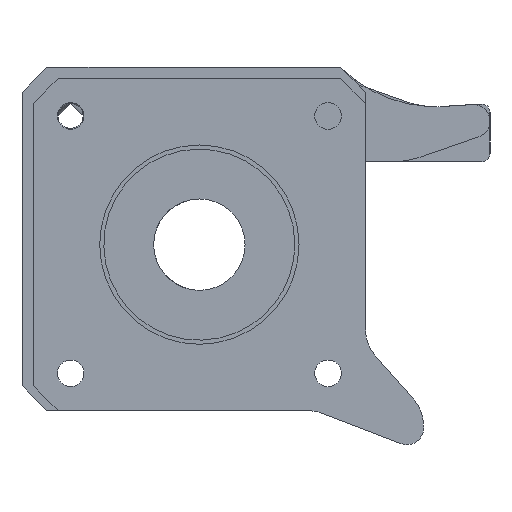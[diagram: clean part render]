
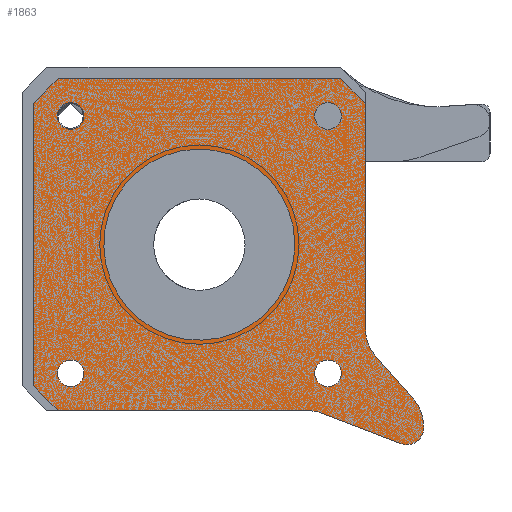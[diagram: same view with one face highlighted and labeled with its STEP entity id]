
A CAD part, front view. The second image highlights one B-rep face of the part: STEP entity #1863.
In plain terms, the highlighted face is planar.
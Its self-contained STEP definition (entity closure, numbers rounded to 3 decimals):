
#811=PLANE('',#16531);
#1204=FACE_BOUND('',#3900,.T.);
#1205=FACE_BOUND('',#3901,.T.);
#1206=FACE_BOUND('',#3902,.T.);
#1207=FACE_BOUND('',#3903,.T.);
#1208=FACE_BOUND('',#3904,.T.);
#1209=FACE_BOUND('',#3905,.T.);
#1863=ADVANCED_FACE('',(#1204,#1205,#1206,#1207,#1208,#1209),#811,.T.);
#3900=EDGE_LOOP('',(#9074,#9075,#9076,#9077,#9078,#9079,#9080,#9081,#9082,
#9083,#9084,#9085,#9086,#9087));
#3901=EDGE_LOOP('',(#9088));
#3902=EDGE_LOOP('',(#9089));
#3903=EDGE_LOOP('',(#9090));
#3904=EDGE_LOOP('',(#9091));
#3905=EDGE_LOOP('',(#9092));
#4999=CIRCLE('',#16478,2.);
#5000=CIRCLE('',#16480,5.);
#5001=CIRCLE('',#16482,5.);
#5002=CIRCLE('',#16484,5.);
#5014=CIRCLE('',#16521,1.6);
#5015=CIRCLE('',#16523,1.6);
#5016=CIRCLE('',#16525,1.6);
#5017=CIRCLE('',#16527,1.6);
#5018=CIRCLE('',#16529,11.5);
#5886=LINE('',#25316,#6915);
#5888=LINE('',#25320,#6917);
#5892=LINE('',#25327,#6921);
#5920=LINE('',#26707,#6949);
#5925=LINE('',#26739,#6954);
#5934=LINE('',#26758,#6963);
#5935=LINE('',#26760,#6964);
#5937=LINE('',#26765,#6966);
#5940=LINE('',#26771,#6969);
#5943=LINE('',#26777,#6972);
#6915=VECTOR('',#18854,1.);
#6917=VECTOR('',#18858,1.);
#6921=VECTOR('',#18864,1.);
#6949=VECTOR('',#19022,1.);
#6954=VECTOR('',#19037,1.);
#6963=VECTOR('',#19058,1.);
#6964=VECTOR('',#19061,1.);
#6966=VECTOR('',#19067,1.);
#6969=VECTOR('',#19072,1.);
#6972=VECTOR('',#19077,1.);
#9074=ORIENTED_EDGE('',*,*,#14197,.F.);
#9075=ORIENTED_EDGE('',*,*,#14203,.F.);
#9076=ORIENTED_EDGE('',*,*,#14328,.F.);
#9077=ORIENTED_EDGE('',*,*,#14309,.F.);
#9078=ORIENTED_EDGE('',*,*,#14340,.F.);
#9079=ORIENTED_EDGE('',*,*,#14331,.F.);
#9080=ORIENTED_EDGE('',*,*,#14339,.F.);
#9081=ORIENTED_EDGE('',*,*,#14334,.F.);
#9082=ORIENTED_EDGE('',*,*,#14342,.F.);
#9083=ORIENTED_EDGE('',*,*,#14337,.F.);
#9084=ORIENTED_EDGE('',*,*,#14341,.F.);
#9085=ORIENTED_EDGE('',*,*,#14317,.F.);
#9086=ORIENTED_EDGE('',*,*,#14329,.F.);
#9087=ORIENTED_EDGE('',*,*,#14199,.F.);
#9088=ORIENTED_EDGE('',*,*,#14361,.T.);
#9089=ORIENTED_EDGE('',*,*,#14360,.T.);
#9090=ORIENTED_EDGE('',*,*,#14362,.T.);
#9091=ORIENTED_EDGE('',*,*,#14358,.T.);
#9092=ORIENTED_EDGE('',*,*,#14359,.T.);
#12520=VERTEX_POINT('',#25315);
#12521=VERTEX_POINT('',#25317);
#12522=VERTEX_POINT('',#25321);
#12523=VERTEX_POINT('',#25326);
#12595=VERTEX_POINT('',#26706);
#12596=VERTEX_POINT('',#26708);
#12598=VERTEX_POINT('',#26738);
#12599=VERTEX_POINT('',#26740);
#12603=VERTEX_POINT('',#26764);
#12604=VERTEX_POINT('',#26766);
#12605=VERTEX_POINT('',#26770);
#12606=VERTEX_POINT('',#26772);
#12607=VERTEX_POINT('',#26776);
#12608=VERTEX_POINT('',#26778);
#12614=VERTEX_POINT('',#27232);
#12615=VERTEX_POINT('',#27235);
#12616=VERTEX_POINT('',#27238);
#12617=VERTEX_POINT('',#27241);
#12618=VERTEX_POINT('',#27244);
#14197=EDGE_CURVE('',#12520,#12521,#5886,.T.);
#14199=EDGE_CURVE('',#12521,#12522,#5888,.T.);
#14203=EDGE_CURVE('',#12523,#12520,#5892,.T.);
#14309=EDGE_CURVE('',#12595,#12596,#5920,.T.);
#14317=EDGE_CURVE('',#12598,#12599,#5925,.T.);
#14328=EDGE_CURVE('',#12596,#12523,#5934,.T.);
#14329=EDGE_CURVE('',#12522,#12598,#5935,.T.);
#14331=EDGE_CURVE('',#12603,#12604,#5937,.T.);
#14334=EDGE_CURVE('',#12605,#12606,#5940,.T.);
#14337=EDGE_CURVE('',#12607,#12608,#5943,.T.);
#14339=EDGE_CURVE('',#12606,#12603,#4999,.T.);
#14340=EDGE_CURVE('',#12604,#12595,#5000,.T.);
#14341=EDGE_CURVE('',#12599,#12607,#5001,.T.);
#14342=EDGE_CURVE('',#12608,#12605,#5002,.T.);
#14358=EDGE_CURVE('',#12614,#12614,#5014,.T.);
#14359=EDGE_CURVE('',#12615,#12615,#5015,.T.);
#14360=EDGE_CURVE('',#12616,#12616,#5016,.T.);
#14361=EDGE_CURVE('',#12617,#12617,#5017,.T.);
#14362=EDGE_CURVE('',#12618,#12618,#5018,.T.);
#16478=AXIS2_PLACEMENT_3D('',#26781,#19081,#19082);
#16480=AXIS2_PLACEMENT_3D('',#26783,#19085,#19086);
#16482=AXIS2_PLACEMENT_3D('',#26785,#19089,#19090);
#16484=AXIS2_PLACEMENT_3D('',#26787,#19093,#19094);
#16521=AXIS2_PLACEMENT_3D('',#27231,#19169,#19170);
#16523=AXIS2_PLACEMENT_3D('',#27234,#19173,#19174);
#16525=AXIS2_PLACEMENT_3D('',#27237,#19177,#19178);
#16527=AXIS2_PLACEMENT_3D('',#27240,#19181,#19182);
#16529=AXIS2_PLACEMENT_3D('',#27243,#19185,#19186);
#16531=AXIS2_PLACEMENT_3D('',#27246,#19189,#19190);
#18854=DIRECTION('',(0.707,-0.707,0.));
#18858=DIRECTION('',(1.,0.,0.));
#18864=DIRECTION('',(0.,-1.,0.));
#19022=DIRECTION('',(-1.,0.,0.));
#19037=DIRECTION('',(0.,1.,0.));
#19058=DIRECTION('',(-0.707,-0.707,0.));
#19061=DIRECTION('',(0.707,0.707,0.));
#19067=DIRECTION('',(-0.933,-0.359,0.));
#19072=DIRECTION('',(0.,1.,0.));
#19077=DIRECTION('',(0.659,0.753,0.));
#19081=DIRECTION('',(0.,0.,1.));
#19082=DIRECTION('',(0.,1.,0.));
#19085=DIRECTION('',(0.,0.,-1.));
#19086=DIRECTION('',(0.,1.,0.));
#19089=DIRECTION('',(0.,0.,-1.));
#19090=DIRECTION('',(0.,1.,0.));
#19093=DIRECTION('',(0.,0.,1.));
#19094=DIRECTION('',(0.,1.,0.));
#19169=DIRECTION('',(0.,0.,1.));
#19170=DIRECTION('',(0.,1.,0.));
#19173=DIRECTION('',(0.,0.,1.));
#19174=DIRECTION('',(0.,1.,0.));
#19177=DIRECTION('',(0.,0.,1.));
#19178=DIRECTION('',(0.,1.,0.));
#19181=DIRECTION('',(0.,0.,1.));
#19182=DIRECTION('',(0.,1.,0.));
#19185=DIRECTION('',(0.,0.,1.));
#19186=DIRECTION('',(0.659,0.753,0.));
#19189=DIRECTION('',(0.,0.,-1.));
#19190=DIRECTION('',(-1.,0.,0.));
#25315=CARTESIAN_POINT('',(-39.,-23.414,-18.));
#25316=CARTESIAN_POINT('',(-39.,-23.414,-18.));
#25317=CARTESIAN_POINT('',(-36.,-26.414,-18.));
#25320=CARTESIAN_POINT('',(-36.,-26.414,-18.));
#25321=CARTESIAN_POINT('',(-2.,-26.414,-18.));
#25326=CARTESIAN_POINT('',(-39.,10.586,-18.));
#25327=CARTESIAN_POINT('',(-39.,10.586,-18.));
#26706=CARTESIAN_POINT('',(-5.928,13.586,-18.));
#26707=CARTESIAN_POINT('',(-5.928,13.586,-18.));
#26708=CARTESIAN_POINT('',(-36.,13.586,-18.));
#26738=CARTESIAN_POINT('',(1.,-23.414,-18.));
#26739=CARTESIAN_POINT('',(1.,-23.414,-18.));
#26740=CARTESIAN_POINT('',(1.,3.707,-18.));
#26758=CARTESIAN_POINT('',(-36.,13.586,-18.));
#26760=CARTESIAN_POINT('',(-2.,-26.414,-18.));
#26764=CARTESIAN_POINT('',(5.282,17.54,-18.));
#26765=CARTESIAN_POINT('',(5.282,17.54,-18.));
#26766=CARTESIAN_POINT('',(-4.133,13.919,-18.));
#26770=CARTESIAN_POINT('',(8.,15.464,-18.));
#26771=CARTESIAN_POINT('',(8.,15.464,-18.));
#26772=CARTESIAN_POINT('',(8.,15.674,-18.));
#26776=CARTESIAN_POINT('',(2.237,7.,-18.));
#26777=CARTESIAN_POINT('',(2.237,7.,-18.));
#26778=CARTESIAN_POINT('',(6.763,12.172,-18.));
#26781=CARTESIAN_POINT('',(6.,15.674,-18.));
#26783=CARTESIAN_POINT('',(-5.928,18.586,-18.));
#26785=CARTESIAN_POINT('',(6.,3.707,-18.));
#26787=CARTESIAN_POINT('',(3.,15.464,-18.));
#27231=CARTESIAN_POINT('',(-3.5,-21.914,-18.));
#27232=CARTESIAN_POINT('',(-3.5,-20.314,-18.));
#27234=CARTESIAN_POINT('',(-3.5,9.086,-18.));
#27235=CARTESIAN_POINT('',(-3.5,10.686,-18.));
#27237=CARTESIAN_POINT('',(-34.5,9.086,-18.));
#27238=CARTESIAN_POINT('',(-34.5,10.686,-18.));
#27240=CARTESIAN_POINT('',(-34.5,-21.914,-18.));
#27241=CARTESIAN_POINT('',(-34.5,-20.314,-18.));
#27243=CARTESIAN_POINT('',(-19.,-6.414,-18.));
#27244=CARTESIAN_POINT('',(-11.427,2.24,-18.));
#27246=CARTESIAN_POINT('',(6.,3.707,-18.));
